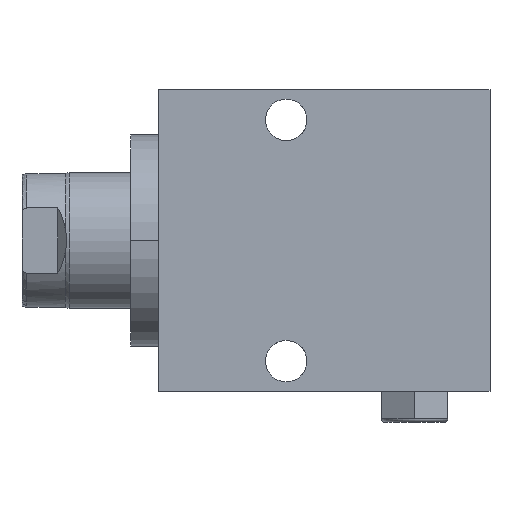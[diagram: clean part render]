
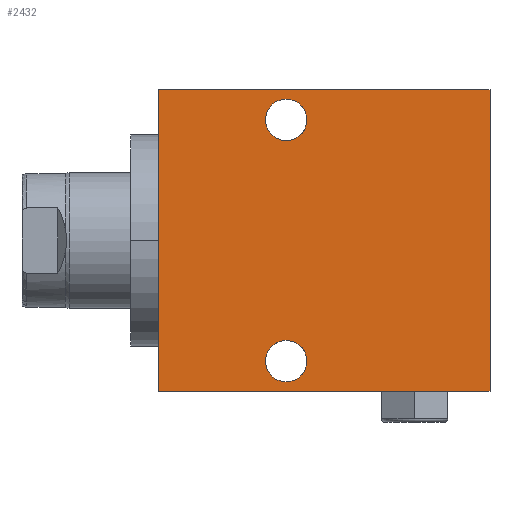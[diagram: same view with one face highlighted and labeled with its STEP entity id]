
A CAD part, front view. The second image highlights one B-rep face of the part: STEP entity #2432.
In plain terms, the highlighted planar face has unit normal (0, -1, 0).
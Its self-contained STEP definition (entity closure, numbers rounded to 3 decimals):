
#410=DIRECTION('',(0.,0.,-1.));
#411=VECTOR('',#410,63.5);
#412=CARTESIAN_POINT('',(0.,-25.4,31.75));
#413=LINE('',#412,#411);
#567=DIRECTION('',(1.,0.,0.));
#568=VECTOR('',#567,69.723);
#569=CARTESIAN_POINT('',(0.,-25.4,31.75));
#570=LINE('',#569,#568);
#574=CARTESIAN_POINT('',(26.797,-25.4,25.4));
#575=DIRECTION('',(0.,-1.,0.));
#576=DIRECTION('',(1.,0.,0.));
#577=AXIS2_PLACEMENT_3D('',#574,#575,#576);
#582=CARTESIAN_POINT('',(26.797,-25.4,25.4));
#583=DIRECTION('',(0.,-1.,0.));
#584=DIRECTION('',(-1.,0.,0.));
#585=AXIS2_PLACEMENT_3D('',#582,#583,#584);
#590=CARTESIAN_POINT('',(26.797,-25.4,-25.4));
#591=DIRECTION('',(0.,-1.,0.));
#592=DIRECTION('',(1.,0.,0.));
#593=AXIS2_PLACEMENT_3D('',#590,#591,#592);
#598=CARTESIAN_POINT('',(26.797,-25.4,-25.4));
#599=DIRECTION('',(0.,-1.,0.));
#600=DIRECTION('',(-1.,0.,0.));
#601=AXIS2_PLACEMENT_3D('',#598,#599,#600);
#627=DIRECTION('',(0.,0.,-1.));
#628=VECTOR('',#627,63.5);
#629=CARTESIAN_POINT('',(69.723,-25.4,31.75));
#630=LINE('',#629,#628);
#682=DIRECTION('',(1.,0.,0.));
#683=VECTOR('',#682,69.723);
#684=CARTESIAN_POINT('',(0.,-25.4,-31.75));
#685=LINE('',#684,#683);
#1567=CARTESIAN_POINT('',(0.,-25.4,31.75));
#1569=VERTEX_POINT('',#1567);
#1570=CARTESIAN_POINT('',(0.,-25.4,-31.75));
#1571=VERTEX_POINT('',#1570);
#1575=CARTESIAN_POINT('',(69.723,-25.4,31.75));
#1577=VERTEX_POINT('',#1575);
#1578=CARTESIAN_POINT('',(69.723,-25.4,-31.75));
#1579=VERTEX_POINT('',#1578);
#1590=CARTESIAN_POINT('',(31.166,-25.4,25.4));
#1591=CARTESIAN_POINT('',(22.428,-25.4,25.4));
#1592=VERTEX_POINT('',#1590);
#1593=VERTEX_POINT('',#1591);
#1606=CARTESIAN_POINT('',(31.166,-25.4,-25.4));
#1607=CARTESIAN_POINT('',(22.428,-25.4,-25.4));
#1608=VERTEX_POINT('',#1606);
#1609=VERTEX_POINT('',#1607);
#2408=CARTESIAN_POINT('',(0.,-25.4,31.75));
#2409=DIRECTION('',(0.,-1.,0.));
#2410=DIRECTION('',(0.,0.,-1.));
#2411=AXIS2_PLACEMENT_3D('',#2408,#2409,#2410);
#2412=PLANE('',#2411);
#2413=ORIENTED_EDGE('',*,*,#2310,.F.);
#2414=ORIENTED_EDGE('',*,*,#2346,.T.);
#2416=ORIENTED_EDGE('',*,*,#2415,.T.);
#2418=ORIENTED_EDGE('',*,*,#2417,.F.);
#2419=EDGE_LOOP('',(#2413,#2414,#2416,#2418));
#2420=FACE_OUTER_BOUND('',#2419,.F.);
#2421=ORIENTED_EDGE('',*,*,#2390,.T.);
#2423=ORIENTED_EDGE('',*,*,#2422,.T.);
#2424=EDGE_LOOP('',(#2421,#2423));
#2425=FACE_BOUND('',#2424,.F.);
#2427=ORIENTED_EDGE('',*,*,#2426,.T.);
#2429=ORIENTED_EDGE('',*,*,#2428,.T.);
#2430=EDGE_LOOP('',(#2427,#2429));
#2431=FACE_BOUND('',#2430,.F.);
#578=CIRCLE('',#577,4.369);
#586=CIRCLE('',#585,4.369);
#594=CIRCLE('',#593,4.369);
#602=CIRCLE('',#601,4.369);
#2310=EDGE_CURVE('',#1569,#1571,#413,.T.);
#2346=EDGE_CURVE('',#1569,#1577,#570,.T.);
#2390=EDGE_CURVE('',#1592,#1593,#578,.T.);
#2415=EDGE_CURVE('',#1577,#1579,#630,.T.);
#2417=EDGE_CURVE('',#1571,#1579,#685,.T.);
#2422=EDGE_CURVE('',#1593,#1592,#586,.T.);
#2426=EDGE_CURVE('',#1608,#1609,#594,.T.);
#2428=EDGE_CURVE('',#1609,#1608,#602,.T.);
#2432=ADVANCED_FACE('',(#2420,#2425,#2431),#2412,.T.);
